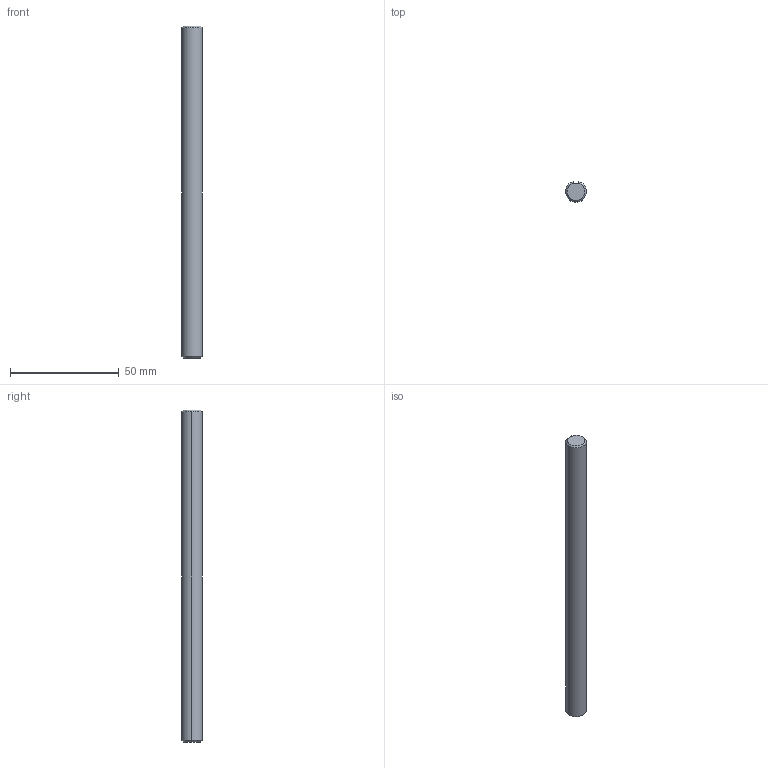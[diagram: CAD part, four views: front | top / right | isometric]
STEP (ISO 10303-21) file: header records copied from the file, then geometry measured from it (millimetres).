
FILE_DESCRIPTION (( 'STEP AP203' ), '1' );
FILE_NAME ('1497K5.step', '2012-08-23T13:53:16', ( 'Admin' ), ( 'Microsoft' ), 'SwSTEP 2.0', 'SolidWorks 2012', '' );
FILE_SCHEMA (( 'CONFIG_CONTROL_DESIGN' ));
Length unit declared in the file: inch
Products named in the file (1): 1497K5
Bounding box: 9.53 x 9.37 x 152.4 mm (x, y, z)
Volume: 10432.2 mm3; surface area: 4984.9 mm2
Topology: 1 solids, 1 shells, 14 faces, 32 edges, 20 vertices
Faces by surface type: cone 6, plane 5, cylinder 3
Entity records: 479 total; most frequent: CARTESIAN_POINT 79, DIRECTION 70, ORIENTED_EDGE 64, EDGE_CURVE 32, AXIS2_PLACEMENT_3D 27, VERTEX_POINT 20, VECTOR 16, LINE 16
